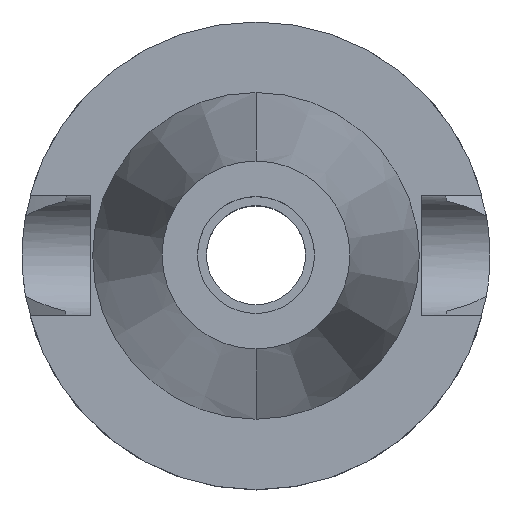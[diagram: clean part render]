
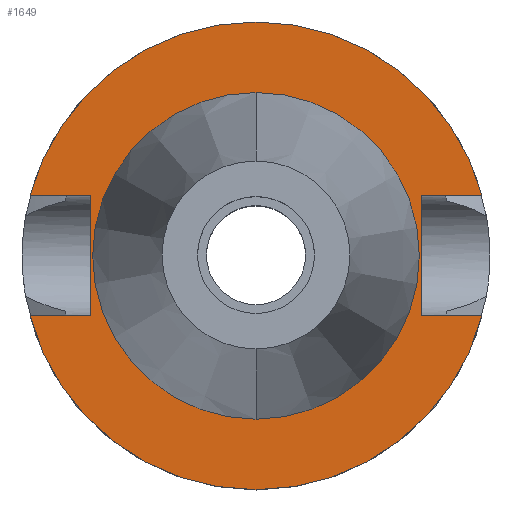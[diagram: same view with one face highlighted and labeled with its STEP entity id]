
A CAD part, top view. The second image highlights one B-rep face of the part: STEP entity #1649.
In plain terms, the highlighted planar face has unit normal (0, 0, 1).
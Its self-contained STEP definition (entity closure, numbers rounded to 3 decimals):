
#536=DIRECTION('',(-1.,0.,0.));
#537=VECTOR('',#536,12.921);
#538=CARTESIAN_POINT('',(-35.4,-12.85,-1.5));
#539=LINE('',#538,#537);
#583=DIRECTION('',(0.,1.,0.));
#584=VECTOR('',#583,25.7);
#585=CARTESIAN_POINT('',(-35.4,-12.85,-1.5));
#586=LINE('',#585,#584);
#590=DIRECTION('',(-1.,0.,0.));
#591=VECTOR('',#590,12.921);
#592=CARTESIAN_POINT('',(-35.4,12.85,-1.5));
#593=LINE('',#592,#591);
#597=CARTESIAN_POINT('',(0.,0.,-1.5));
#598=DIRECTION('',(0.,0.,-1.));
#599=DIRECTION('',(-0.966,0.257,0.));
#600=AXIS2_PLACEMENT_3D('',#597,#598,#599);
#605=CARTESIAN_POINT('',(0.,0.,-1.5));
#606=DIRECTION('',(0.,0.,-1.));
#607=DIRECTION('',(0.,1.,0.));
#608=AXIS2_PLACEMENT_3D('',#605,#606,#607);
#613=DIRECTION('',(0.,-1.,0.));
#614=VECTOR('',#613,25.7);
#615=CARTESIAN_POINT('',(35.4,12.85,-1.5));
#616=LINE('',#615,#614);
#620=DIRECTION('',(1.,0.,0.));
#621=VECTOR('',#620,12.921);
#622=CARTESIAN_POINT('',(35.4,-12.85,-1.5));
#623=LINE('',#622,#621);
#627=CARTESIAN_POINT('',(0.,0.,-1.5));
#628=DIRECTION('',(0.,0.,-1.));
#629=DIRECTION('',(0.966,-0.257,0.));
#630=AXIS2_PLACEMENT_3D('',#627,#628,#629);
#635=CARTESIAN_POINT('',(0.,0.,-1.5));
#636=DIRECTION('',(0.,0.,-1.));
#637=DIRECTION('',(0.,-1.,0.));
#638=AXIS2_PLACEMENT_3D('',#635,#636,#637);
#643=CARTESIAN_POINT('',(0.,0.,-1.5));
#644=DIRECTION('',(0.,0.,1.));
#645=DIRECTION('',(0.,1.,0.));
#646=AXIS2_PLACEMENT_3D('',#643,#644,#645);
#651=CARTESIAN_POINT('',(0.,0.,-1.5));
#652=DIRECTION('',(0.,0.,1.));
#653=DIRECTION('',(0.,-1.,0.));
#654=AXIS2_PLACEMENT_3D('',#651,#652,#653);
#876=DIRECTION('',(1.,0.,0.));
#877=VECTOR('',#876,12.921);
#878=CARTESIAN_POINT('',(35.4,12.85,-1.5));
#879=LINE('',#878,#877);
#1109=CARTESIAN_POINT('',(-35.4,-12.85,-1.5));
#1110=VERTEX_POINT('',#1109);
#1111=CARTESIAN_POINT('',(-48.321,-12.85,-1.5));
#1112=VERTEX_POINT('',#1111);
#1115=CARTESIAN_POINT('',(-35.4,12.85,-1.5));
#1116=VERTEX_POINT('',#1115);
#1117=CARTESIAN_POINT('',(-48.321,12.85,-1.5));
#1118=VERTEX_POINT('',#1117);
#1119=CARTESIAN_POINT('',(0.,50.,-1.5));
#1120=CARTESIAN_POINT('',(48.321,12.85,-1.5));
#1121=VERTEX_POINT('',#1119);
#1122=VERTEX_POINT('',#1120);
#1123=CARTESIAN_POINT('',(35.4,12.85,-1.5));
#1124=VERTEX_POINT('',#1123);
#1125=CARTESIAN_POINT('',(35.4,-12.85,-1.5));
#1126=VERTEX_POINT('',#1125);
#1127=CARTESIAN_POINT('',(48.321,-12.85,-1.5));
#1128=VERTEX_POINT('',#1127);
#1129=CARTESIAN_POINT('',(0.,-50.,-1.5));
#1130=VERTEX_POINT('',#1129);
#1131=CARTESIAN_POINT('',(0.,34.925,-1.5));
#1132=CARTESIAN_POINT('',(0.,-34.925,-1.5));
#1133=VERTEX_POINT('',#1131);
#1134=VERTEX_POINT('',#1132);
#1618=CARTESIAN_POINT('',(0.,0.,-1.5));
#1619=DIRECTION('',(0.,0.,-1.));
#1620=DIRECTION('',(0.,-1.,0.));
#1621=AXIS2_PLACEMENT_3D('',#1618,#1619,#1620);
#1622=PLANE('',#1621);
#1623=ORIENTED_EDGE('',*,*,#1608,.T.);
#1625=ORIENTED_EDGE('',*,*,#1624,.T.);
#1627=ORIENTED_EDGE('',*,*,#1626,.T.);
#1629=ORIENTED_EDGE('',*,*,#1628,.T.);
#1631=ORIENTED_EDGE('',*,*,#1630,.F.);
#1633=ORIENTED_EDGE('',*,*,#1632,.T.);
#1635=ORIENTED_EDGE('',*,*,#1634,.T.);
#1637=ORIENTED_EDGE('',*,*,#1636,.T.);
#1639=ORIENTED_EDGE('',*,*,#1638,.T.);
#1640=ORIENTED_EDGE('',*,*,#1594,.F.);
#1641=EDGE_LOOP('',(#1623,#1625,#1627,#1629,#1631,#1633,#1635,#1637,#1639,
#1640));
#1642=FACE_OUTER_BOUND('',#1641,.F.);
#1644=ORIENTED_EDGE('',*,*,#1643,.T.);
#1646=ORIENTED_EDGE('',*,*,#1645,.T.);
#1647=EDGE_LOOP('',(#1644,#1646));
#1648=FACE_BOUND('',#1647,.F.);
#601=CIRCLE('',#600,50.);
#609=CIRCLE('',#608,50.);
#631=CIRCLE('',#630,50.);
#639=CIRCLE('',#638,50.);
#647=CIRCLE('',#646,34.925);
#655=CIRCLE('',#654,34.925);
#1594=EDGE_CURVE('',#1110,#1112,#539,.T.);
#1608=EDGE_CURVE('',#1110,#1116,#586,.T.);
#1624=EDGE_CURVE('',#1116,#1118,#593,.T.);
#1626=EDGE_CURVE('',#1118,#1121,#601,.T.);
#1628=EDGE_CURVE('',#1121,#1122,#609,.T.);
#1630=EDGE_CURVE('',#1124,#1122,#879,.T.);
#1632=EDGE_CURVE('',#1124,#1126,#616,.T.);
#1634=EDGE_CURVE('',#1126,#1128,#623,.T.);
#1636=EDGE_CURVE('',#1128,#1130,#631,.T.);
#1638=EDGE_CURVE('',#1130,#1112,#639,.T.);
#1643=EDGE_CURVE('',#1133,#1134,#647,.T.);
#1645=EDGE_CURVE('',#1134,#1133,#655,.T.);
#1649=ADVANCED_FACE('',(#1642,#1648),#1622,.F.);
